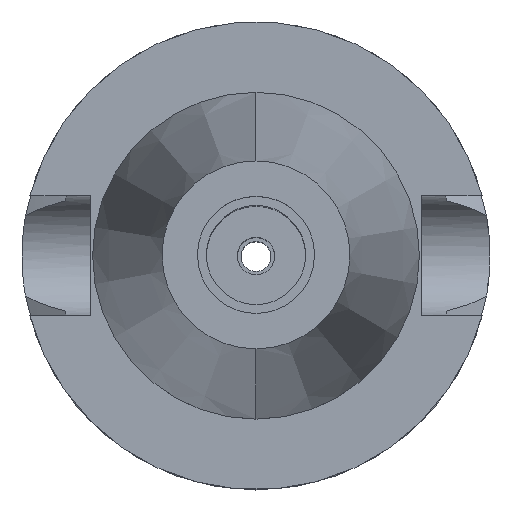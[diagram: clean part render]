
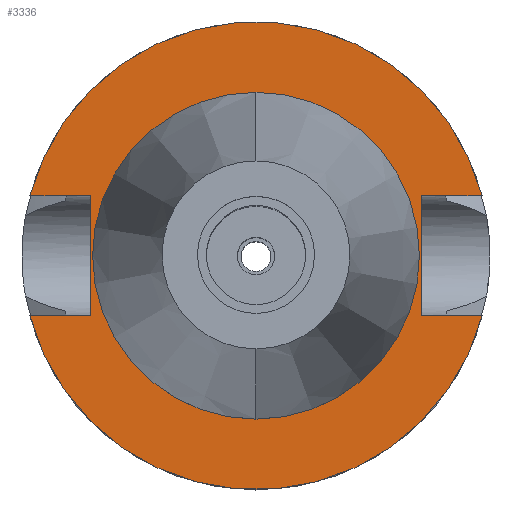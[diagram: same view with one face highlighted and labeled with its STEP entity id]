
A CAD part, top view. The second image highlights one B-rep face of the part: STEP entity #3336.
In plain terms, the highlighted planar face has unit normal (0, 0, 1).
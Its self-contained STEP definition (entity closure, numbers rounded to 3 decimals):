
#18 = DIRECTION ( 'NONE',  ( 1., 0., 0. ) ) ;
#122 = ORIENTED_EDGE ( 'NONE', *, *, #3463, .F. ) ;
#193 = EDGE_LOOP ( 'NONE', ( #1843, #1640 ) ) ;
#235 = VECTOR ( 'NONE', #826, 1000. ) ;
#306 = EDGE_CURVE ( 'NONE', #1891, #1307, #3211, .T. ) ;
#322 = LINE ( 'NONE', #3669, #235 ) ;
#372 = VECTOR ( 'NONE', #3482, 1000. ) ;
#392 = ORIENTED_EDGE ( 'NONE', *, *, #1313, .F. ) ;
#485 = VECTOR ( 'NONE', #1446, 1000. ) ;
#503 = LINE ( 'NONE', #3116, #3039 ) ;
#536 = DIRECTION ( 'NONE',  ( 0., -1., 0. ) ) ;
#596 = CIRCLE ( 'NONE', #2099, 34.925 ) ;
#601 = LINE ( 'NONE', #620, #2704 ) ;
#620 = CARTESIAN_POINT ( 'NONE',  ( 35.4, -12.85, -3. ) ) ;
#622 = DIRECTION ( 'NONE',  ( 0., 1., 0. ) ) ;
#719 = DIRECTION ( 'NONE',  ( 0., 1., 0. ) ) ;
#736 = CARTESIAN_POINT ( 'NONE',  ( -35.4, 12.85, -3. ) ) ;
#782 = CARTESIAN_POINT ( 'NONE',  ( -35.4, 12.85, -3. ) ) ;
#791 = ORIENTED_EDGE ( 'NONE', *, *, #1541, .F. ) ;
#826 = DIRECTION ( 'NONE',  ( -1., 0., 0. ) ) ;
#967 = DIRECTION ( 'NONE',  ( 0., 1., 0. ) ) ;
#983 = CARTESIAN_POINT ( 'NONE',  ( 0., 0., -3. ) ) ;
#1020 = DIRECTION ( 'NONE',  ( 0., 0., -1. ) ) ;
#1038 = FACE_BOUND ( 'NONE', #193, .T. ) ;
#1067 = CIRCLE ( 'NONE', #1174, 34.925 ) ;
#1068 = FACE_OUTER_BOUND ( 'NONE', #1874, .T. ) ;
#1070 = CIRCLE ( 'NONE', #3395, 50. ) ;
#1153 = EDGE_CURVE ( 'NONE', #1767, #1941, #322, .T. ) ;
#1156 = CARTESIAN_POINT ( 'NONE',  ( 0., -34.925, -3. ) ) ;
#1174 = AXIS2_PLACEMENT_3D ( 'NONE', #983, #3525, #622 ) ;
#1181 = ORIENTED_EDGE ( 'NONE', *, *, #1153, .T. ) ;
#1190 = LINE ( 'NONE', #3462, #372 ) ;
#1193 = DIRECTION ( 'NONE',  ( 0., 0., -1. ) ) ;
#1288 = EDGE_CURVE ( 'NONE', #3159, #3244, #1067, .T. ) ;
#1307 = VERTEX_POINT ( 'NONE', #2404 ) ;
#1313 = EDGE_CURVE ( 'NONE', #1307, #1785, #1661, .T. ) ;
#1317 = CARTESIAN_POINT ( 'NONE',  ( 0., 0., -3. ) ) ;
#1402 = DIRECTION ( 'NONE',  ( 0., -1., 0. ) ) ;
#1446 = DIRECTION ( 'NONE',  ( -1., 0., 0. ) ) ;
#1540 = ORIENTED_EDGE ( 'NONE', *, *, #3481, .T. ) ;
#1541 = EDGE_CURVE ( 'NONE', #2271, #1941, #1070, .T. ) ;
#1550 = EDGE_CURVE ( 'NONE', #1767, #1891, #503, .T. ) ;
#1578 = CARTESIAN_POINT ( 'NONE',  ( 35.4, 12.85, -3. ) ) ;
#1640 = ORIENTED_EDGE ( 'NONE', *, *, #2993, .F. ) ;
#1661 = CIRCLE ( 'NONE', #3051, 50. ) ;
#1718 = CARTESIAN_POINT ( 'NONE',  ( -35.4, -12.85, -3. ) ) ;
#1730 = CARTESIAN_POINT ( 'NONE',  ( 0., 0., -3. ) ) ;
#1755 = VERTEX_POINT ( 'NONE', #2913 ) ;
#1767 = VERTEX_POINT ( 'NONE', #1718 ) ;
#1785 = VERTEX_POINT ( 'NONE', #3694 ) ;
#1815 = CARTESIAN_POINT ( 'NONE',  ( -48.321, -12.85, -3. ) ) ;
#1843 = ORIENTED_EDGE ( 'NONE', *, *, #1288, .F. ) ;
#1874 = EDGE_LOOP ( 'NONE', ( #1181, #791, #2084, #122, #1540, #392, #2028, #2834 ) ) ;
#1891 = VERTEX_POINT ( 'NONE', #736 ) ;
#1895 = CARTESIAN_POINT ( 'NONE',  ( 0., 0., -3. ) ) ;
#1916 = DIRECTION ( 'NONE',  ( 0., -1., 0. ) ) ;
#1919 = VECTOR ( 'NONE', #1402, 1000. ) ;
#1941 = VERTEX_POINT ( 'NONE', #1815 ) ;
#2016 = LINE ( 'NONE', #3130, #1919 ) ;
#2028 = ORIENTED_EDGE ( 'NONE', *, *, #306, .F. ) ;
#2084 = ORIENTED_EDGE ( 'NONE', *, *, #3504, .F. ) ;
#2099 = AXIS2_PLACEMENT_3D ( 'NONE', #1730, #2553, #536 ) ;
#2271 = VERTEX_POINT ( 'NONE', #2611 ) ;
#2386 = CARTESIAN_POINT ( 'NONE',  ( 0., 34.925, -3. ) ) ;
#2400 = AXIS2_PLACEMENT_3D ( 'NONE', #1317, #2509, #2475 ) ;
#2404 = CARTESIAN_POINT ( 'NONE',  ( -48.321, 12.85, -3. ) ) ;
#2462 = PLANE ( 'NONE',  #2400 ) ;
#2475 = DIRECTION ( 'NONE',  ( 0., -1., 0. ) ) ;
#2509 = DIRECTION ( 'NONE',  ( 0., 0., -1. ) ) ;
#2553 = DIRECTION ( 'NONE',  ( 0., 0., 1. ) ) ;
#2611 = CARTESIAN_POINT ( 'NONE',  ( 48.321, -12.85, -3. ) ) ;
#2704 = VECTOR ( 'NONE', #18, 1000. ) ;
#2834 = ORIENTED_EDGE ( 'NONE', *, *, #1550, .F. ) ;
#2913 = CARTESIAN_POINT ( 'NONE',  ( 35.4, -12.85, -3. ) ) ;
#2993 = EDGE_CURVE ( 'NONE', #3244, #3159, #596, .T. ) ;
#3039 = VECTOR ( 'NONE', #719, 1000. ) ;
#3051 = AXIS2_PLACEMENT_3D ( 'NONE', #3178, #1193, #967 ) ;
#3116 = CARTESIAN_POINT ( 'NONE',  ( -35.4, -12.85, -3. ) ) ;
#3130 = CARTESIAN_POINT ( 'NONE',  ( 35.4, 12.85, -3. ) ) ;
#3159 = VERTEX_POINT ( 'NONE', #2386 ) ;
#3178 = CARTESIAN_POINT ( 'NONE',  ( 0., 0., -3. ) ) ;
#3211 = LINE ( 'NONE', #782, #485 ) ;
#3244 = VERTEX_POINT ( 'NONE', #1156 ) ;
#3336 = ADVANCED_FACE ( 'NONE', ( #1068, #1038 ), #2462, .F. ) ;
#3395 = AXIS2_PLACEMENT_3D ( 'NONE', #1895, #1020, #1916 ) ;
#3462 = CARTESIAN_POINT ( 'NONE',  ( 35.4, 12.85, -3. ) ) ;
#3463 = EDGE_CURVE ( 'NONE', #3579, #1755, #2016, .T. ) ;
#3481 = EDGE_CURVE ( 'NONE', #3579, #1785, #1190, .T. ) ;
#3482 = DIRECTION ( 'NONE',  ( 1., 0., 0. ) ) ;
#3504 = EDGE_CURVE ( 'NONE', #1755, #2271, #601, .T. ) ;
#3525 = DIRECTION ( 'NONE',  ( 0., 0., 1. ) ) ;
#3579 = VERTEX_POINT ( 'NONE', #1578 ) ;
#3669 = CARTESIAN_POINT ( 'NONE',  ( -35.4, -12.85, -3. ) ) ;
#3694 = CARTESIAN_POINT ( 'NONE',  ( 48.321, 12.85, -3. ) ) ;
